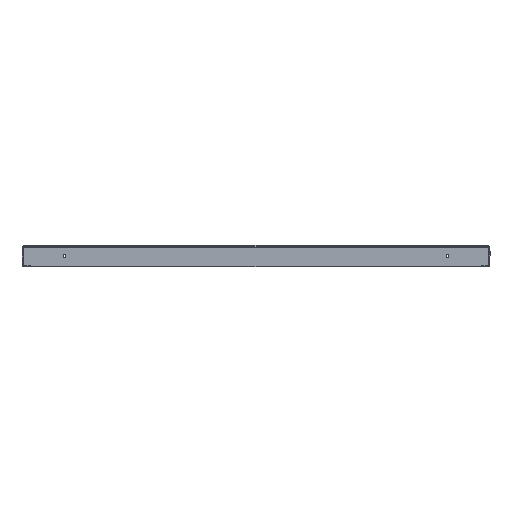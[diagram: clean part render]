
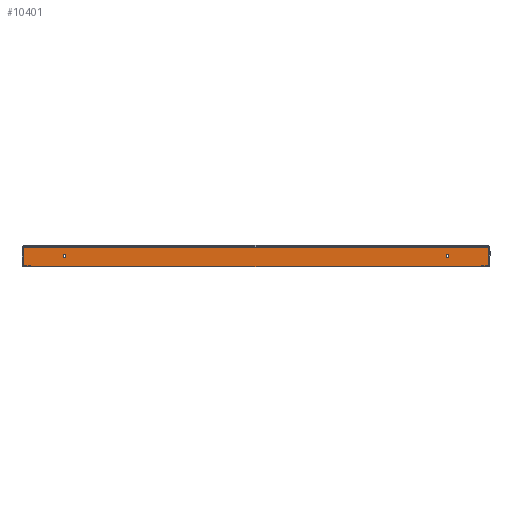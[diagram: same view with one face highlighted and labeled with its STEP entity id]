
A CAD part, front view. The second image highlights one B-rep face of the part: STEP entity #10401.
In plain terms, the highlighted planar face has unit normal (0, -1, 0).
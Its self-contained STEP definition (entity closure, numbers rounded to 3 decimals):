
#14 = EDGE_LOOP ( 'NONE', ( #9365, #2526 ) ) ;
#36 = DIRECTION ( 'NONE',  ( 0., 0., -1. ) ) ;
#135 = DIRECTION ( 'NONE',  ( 0., 0., 1. ) ) ;
#220 = EDGE_CURVE ( 'NONE', #11215, #9608, #5185, .T. ) ;
#268 = CARTESIAN_POINT ( 'NONE',  ( 0., -900., -6. ) ) ;
#383 = LINE ( 'NONE', #1358, #11244 ) ;
#428 = PLANE ( 'NONE',  #8909 ) ;
#444 = LINE ( 'NONE', #268, #5195 ) ;
#539 = CARTESIAN_POINT ( 'NONE',  ( 546.929, -900., -6. ) ) ;
#552 = EDGE_CURVE ( 'NONE', #1307, #1191, #7424, .T. ) ;
#601 = EDGE_CURVE ( 'NONE', #10438, #3299, #444, .T. ) ;
#666 = VECTOR ( 'NONE', #6261, 1000. ) ;
#1023 = VERTEX_POINT ( 'NONE', #3396 ) ;
#1171 = DIRECTION ( 'NONE',  ( 0., 1., 0. ) ) ;
#1191 = VERTEX_POINT ( 'NONE', #11362 ) ;
#1307 = VERTEX_POINT ( 'NONE', #10489 ) ;
#1358 = CARTESIAN_POINT ( 'NONE',  ( -546.929, -900., -3. ) ) ;
#1794 = EDGE_CURVE ( 'NONE', #1307, #9608, #9954, .T. ) ;
#2023 = DIRECTION ( 'NONE',  ( -1., 0., 0. ) ) ;
#2221 = CARTESIAN_POINT ( 'NONE',  ( -450., -900., -28. ) ) ;
#2329 = DIRECTION ( 'NONE',  ( 0., 0., 1. ) ) ;
#2369 = EDGE_LOOP ( 'NONE', ( #8324, #3300 ) ) ;
#2526 = ORIENTED_EDGE ( 'NONE', *, *, #8105, .T. ) ;
#2590 = ORIENTED_EDGE ( 'NONE', *, *, #601, .T. ) ;
#2848 = CIRCLE ( 'NONE', #8537, 3. ) ;
#2974 = EDGE_CURVE ( 'NONE', #1023, #5298, #8523, .T. ) ;
#3152 = CARTESIAN_POINT ( 'NONE',  ( 450., -900., -25. ) ) ;
#3299 = VERTEX_POINT ( 'NONE', #4461 ) ;
#3300 = ORIENTED_EDGE ( 'NONE', *, *, #4001, .T. ) ;
#3396 = CARTESIAN_POINT ( 'NONE',  ( 450., -900., -22. ) ) ;
#3517 = CIRCLE ( 'NONE', #6090, 3. ) ;
#3656 = DIRECTION ( 'NONE',  ( 0., 0., 1. ) ) ;
#3758 = AXIS2_PLACEMENT_3D ( 'NONE', #3152, #10170, #4925 ) ;
#4001 = EDGE_CURVE ( 'NONE', #5298, #1023, #3517, .T. ) ;
#4040 = DIRECTION ( 'NONE',  ( 0., 0., -1. ) ) ;
#4363 = EDGE_CURVE ( 'NONE', #11215, #3299, #383, .T. ) ;
#4461 = CARTESIAN_POINT ( 'NONE',  ( -546.929, -900., -6. ) ) ;
#4528 = DIRECTION ( 'NONE',  ( 0., 1., 0. ) ) ;
#4925 = DIRECTION ( 'NONE',  ( 0., 0., 1. ) ) ;
#5185 = CIRCLE ( 'NONE', #5570, 1. ) ;
#5195 = VECTOR ( 'NONE', #9168, 1000. ) ;
#5298 = VERTEX_POINT ( 'NONE', #6832 ) ;
#5395 = AXIS2_PLACEMENT_3D ( 'NONE', #11040, #10297, #10185 ) ;
#5570 = AXIS2_PLACEMENT_3D ( 'NONE', #6141, #8834, #9657 ) ;
#5588 = FACE_OUTER_BOUND ( 'NONE', #10936, .T. ) ;
#5772 = VECTOR ( 'NONE', #2023, 1000. ) ;
#6090 = AXIS2_PLACEMENT_3D ( 'NONE', #7972, #4528, #3656 ) ;
#6139 = CIRCLE ( 'NONE', #5395, 3. ) ;
#6141 = CARTESIAN_POINT ( 'NONE',  ( -545.929, -900., -49. ) ) ;
#6261 = DIRECTION ( 'NONE',  ( 0., 0., 1. ) ) ;
#6434 = CARTESIAN_POINT ( 'NONE',  ( -546.929, -900., -49. ) ) ;
#6479 = CARTESIAN_POINT ( 'NONE',  ( -545.929, -900., -50. ) ) ;
#6710 = ORIENTED_EDGE ( 'NONE', *, *, #220, .T. ) ;
#6832 = CARTESIAN_POINT ( 'NONE',  ( 450., -900., -28. ) ) ;
#6861 = AXIS2_PLACEMENT_3D ( 'NONE', #9642, #8818, #36 ) ;
#6873 = ORIENTED_EDGE ( 'NONE', *, *, #4363, .F. ) ;
#6997 = CARTESIAN_POINT ( 'NONE',  ( -450., -900., -22. ) ) ;
#7424 = CIRCLE ( 'NONE', #6861, 1. ) ;
#7540 = FACE_BOUND ( 'NONE', #2369, .T. ) ;
#7715 = ORIENTED_EDGE ( 'NONE', *, *, #1794, .F. ) ;
#7830 = ORIENTED_EDGE ( 'NONE', *, *, #11186, .T. ) ;
#7972 = CARTESIAN_POINT ( 'NONE',  ( 450., -900., -25. ) ) ;
#8105 = EDGE_CURVE ( 'NONE', #10752, #9491, #6139, .T. ) ;
#8157 = CARTESIAN_POINT ( 'NONE',  ( 546.929, -900., 0. ) ) ;
#8324 = ORIENTED_EDGE ( 'NONE', *, *, #2974, .T. ) ;
#8523 = CIRCLE ( 'NONE', #3758, 3. ) ;
#8537 = AXIS2_PLACEMENT_3D ( 'NONE', #10655, #1171, #135 ) ;
#8604 = FACE_BOUND ( 'NONE', #14, .T. ) ;
#8818 = DIRECTION ( 'NONE',  ( 0., -1., 0. ) ) ;
#8834 = DIRECTION ( 'NONE',  ( 0., -1., 0. ) ) ;
#8909 = AXIS2_PLACEMENT_3D ( 'NONE', #10192, #11047, #4040 ) ;
#9168 = DIRECTION ( 'NONE',  ( -1., 0., 0. ) ) ;
#9365 = ORIENTED_EDGE ( 'NONE', *, *, #10291, .T. ) ;
#9491 = VERTEX_POINT ( 'NONE', #6997 ) ;
#9608 = VERTEX_POINT ( 'NONE', #6479 ) ;
#9642 = CARTESIAN_POINT ( 'NONE',  ( 545.929, -900., -49. ) ) ;
#9657 = DIRECTION ( 'NONE',  ( 0., 0., -1. ) ) ;
#9898 = CARTESIAN_POINT ( 'NONE',  ( -550., -900., -50. ) ) ;
#9954 = LINE ( 'NONE', #9898, #5772 ) ;
#10170 = DIRECTION ( 'NONE',  ( 0., 1., 0. ) ) ;
#10185 = DIRECTION ( 'NONE',  ( 0., 0., 1. ) ) ;
#10192 = CARTESIAN_POINT ( 'NONE',  ( 0., -900., 0. ) ) ;
#10291 = EDGE_CURVE ( 'NONE', #9491, #10752, #2848, .T. ) ;
#10297 = DIRECTION ( 'NONE',  ( 0., 1., 0. ) ) ;
#10401 = ADVANCED_FACE ( 'NONE', ( #8604, #7540, #5588 ), #428, .T. ) ;
#10438 = VERTEX_POINT ( 'NONE', #539 ) ;
#10489 = CARTESIAN_POINT ( 'NONE',  ( 545.929, -900., -50. ) ) ;
#10655 = CARTESIAN_POINT ( 'NONE',  ( -450., -900., -25. ) ) ;
#10699 = LINE ( 'NONE', #8157, #666 ) ;
#10752 = VERTEX_POINT ( 'NONE', #2221 ) ;
#10936 = EDGE_LOOP ( 'NONE', ( #6873, #6710, #7715, #11195, #7830, #2590 ) ) ;
#11040 = CARTESIAN_POINT ( 'NONE',  ( -450., -900., -25. ) ) ;
#11047 = DIRECTION ( 'NONE',  ( 0., -1., 0. ) ) ;
#11186 = EDGE_CURVE ( 'NONE', #1191, #10438, #10699, .T. ) ;
#11195 = ORIENTED_EDGE ( 'NONE', *, *, #552, .T. ) ;
#11215 = VERTEX_POINT ( 'NONE', #6434 ) ;
#11244 = VECTOR ( 'NONE', #2329, 1000. ) ;
#11362 = CARTESIAN_POINT ( 'NONE',  ( 546.929, -900., -49. ) ) ;
